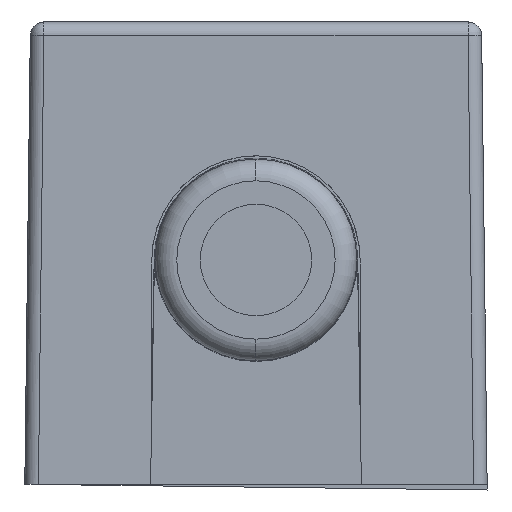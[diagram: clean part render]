
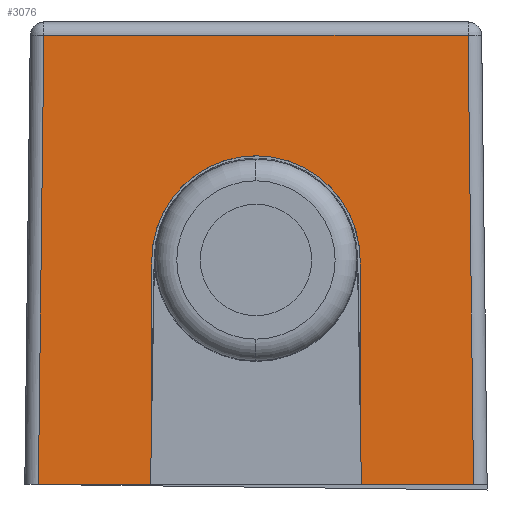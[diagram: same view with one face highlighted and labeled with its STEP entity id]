
A CAD part, front view. The second image highlights one B-rep face of the part: STEP entity #3076.
In plain terms, the highlighted planar face has unit normal (0, -1, 0.012).
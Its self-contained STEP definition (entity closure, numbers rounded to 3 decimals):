
#305=CARTESIAN_POINT('',(-18.2,23.4,-17.));
#307=DIRECTION('',(1.,0.,0.));
#308=VECTOR('',#307,4.123);
#309=CARTESIAN_POINT('',(-18.2,23.4,-17.));
#310=LINE('',#309,#308);
#315=DIRECTION('',(1.,0.,0.));
#316=VECTOR('',#315,4.123);
#317=CARTESIAN_POINT('',(-6.323,23.4,-17.));
#318=LINE('',#317,#316);
#617=DIRECTION('',(-0.017,0.012,1.));
#618=VECTOR('',#617,2.7);
#619=CARTESIAN_POINT('',(-6.323,23.4,-17.));
#620=LINE('',#619,#618);
#621=DIRECTION('',(0.017,0.012,1.));
#622=VECTOR('',#621,2.7);
#623=CARTESIAN_POINT('',(-14.077,23.4,-17.));
#624=LINE('',#623,#622);
#625=DIRECTION('',(0.012,0.012,1.));
#626=VECTOR('',#625,16.509);
#627=CARTESIAN_POINT('',(-18.2,23.4,-17.));
#628=LINE('',#627,#626);
#629=DIRECTION('',(0.012,-0.012,-1.));
#630=VECTOR('',#629,16.509);
#631=CARTESIAN_POINT('',(-2.402,23.602,
-0.494));
#632=LINE('',#631,#630);
#641=DIRECTION('',(0.,-0.012,-1.));
#642=VECTOR('',#641,5.551);
#643=CARTESIAN_POINT('',(-6.37,23.501,-8.75));
#644=LINE('',#643,#642);
#669=CARTESIAN_POINT('',(-14.03,23.501,-8.75));
#670=CARTESIAN_POINT('',(-14.03,23.504,-8.525));
#671=CARTESIAN_POINT('',(-13.991,23.509,-8.083));
#672=CARTESIAN_POINT('',(-13.817,23.517,-7.433));
#673=CARTESIAN_POINT('',(-13.534,23.524,-6.825));
#674=CARTESIAN_POINT('',(-13.149,23.531,-6.276));
#675=CARTESIAN_POINT('',(-12.674,23.537,-5.801));
#676=CARTESIAN_POINT('',(-12.125,23.542,-5.416));
#677=CARTESIAN_POINT('',(-11.517,23.545,-5.133));
#678=CARTESIAN_POINT('',(-10.867,23.547,-4.959));
#679=CARTESIAN_POINT('',(-10.425,23.548,-4.92));
#680=CARTESIAN_POINT('',(-10.2,23.548,-4.92));
#682=CARTESIAN_POINT('',(-10.2,23.548,-4.92));
#683=CARTESIAN_POINT('',(-9.975,23.548,-4.92));
#684=CARTESIAN_POINT('',(-9.533,23.547,-4.959));
#685=CARTESIAN_POINT('',(-8.883,23.545,-5.133));
#686=CARTESIAN_POINT('',(-8.275,23.542,-5.416));
#687=CARTESIAN_POINT('',(-7.726,23.537,-5.801));
#688=CARTESIAN_POINT('',(-7.251,23.531,-6.276));
#689=CARTESIAN_POINT('',(-6.866,23.524,-6.825));
#690=CARTESIAN_POINT('',(-6.583,23.517,-7.433));
#691=CARTESIAN_POINT('',(-6.409,23.509,-8.083));
#692=CARTESIAN_POINT('',(-6.37,23.504,-8.525));
#693=CARTESIAN_POINT('',(-6.37,23.501,-8.75));
#707=DIRECTION('',(0.,0.012,1.));
#708=VECTOR('',#707,5.551);
#709=CARTESIAN_POINT('',(-14.03,23.433,-14.3));
#710=LINE('',#709,#708);
#848=DIRECTION('',(-1.,0.,0.));
#849=VECTOR('',#848,15.597);
#850=CARTESIAN_POINT('',(-2.402,23.602,
-0.494));
#851=LINE('',#850,#849);
#1874=VERTEX_POINT('',#305);
#1967=CARTESIAN_POINT('',(-17.998,23.602,
-0.494));
#1968=VERTEX_POINT('',#1967);
#1969=CARTESIAN_POINT('',(-2.402,23.602,
-0.494));
#1970=VERTEX_POINT('',#1969);
#1971=CARTESIAN_POINT('',(-2.2,23.4,-17.));
#1972=VERTEX_POINT('',#1971);
#1973=VERTEX_POINT('',#682);
#1974=VERTEX_POINT('',#693);
#1975=VERTEX_POINT('',#669);
#2187=CARTESIAN_POINT('',(-6.323,23.4,-17.));
#2188=CARTESIAN_POINT('',(-6.37,23.433,
-14.3));
#2189=VERTEX_POINT('',#2187);
#2190=VERTEX_POINT('',#2188);
#2191=CARTESIAN_POINT('',(-14.077,23.4,-17.));
#2192=CARTESIAN_POINT('',(-14.03,23.433,
-14.3));
#2193=VERTEX_POINT('',#2191);
#2194=VERTEX_POINT('',#2192);
#3050=CARTESIAN_POINT('',(-10.2,23.4,-17.));
#3051=DIRECTION('',(0.,1.,-0.012));
#3052=DIRECTION('',(0.,0.012,1.));
#3053=AXIS2_PLACEMENT_3D('',#3050,#3051,#3052);
#3054=PLANE('',#3053);
#3056=ORIENTED_EDGE('',*,*,#3055,.T.);
#3058=ORIENTED_EDGE('',*,*,#3057,.F.);
#3060=ORIENTED_EDGE('',*,*,#3059,.F.);
#3062=ORIENTED_EDGE('',*,*,#3061,.F.);
#3064=ORIENTED_EDGE('',*,*,#3063,.F.);
#3066=ORIENTED_EDGE('',*,*,#3065,.F.);
#3067=ORIENTED_EDGE('',*,*,#2613,.F.);
#3069=ORIENTED_EDGE('',*,*,#3068,.T.);
#3071=ORIENTED_EDGE('',*,*,#3070,.F.);
#3072=ORIENTED_EDGE('',*,*,#3043,.T.);
#3073=ORIENTED_EDGE('',*,*,#2617,.F.);
#3074=EDGE_LOOP('',(#3056,#3058,#3060,#3062,#3064,#3066,#3067,#3069,#3071,#3072,
#3073));
#3075=FACE_OUTER_BOUND('',#3074,.F.);
#3076=ADVANCED_FACE('',(#3075),#3054,.F.);
#681=B_SPLINE_CURVE_WITH_KNOTS('',3,(#669,#670,#671,#672,#673,#674,#675,#676,
#677,#678,#679,#680),.UNSPECIFIED.,.F.,.F.,(4,1,1,1,1,1,1,1,1,4),(0.,
0.111,0.222,0.333,0.444,
0.556,0.667,0.778,0.889,1.),
.UNSPECIFIED.);
#694=B_SPLINE_CURVE_WITH_KNOTS('',3,(#682,#683,#684,#685,#686,#687,#688,#689,
#690,#691,#692,#693),.UNSPECIFIED.,.F.,.F.,(4,1,1,1,1,1,1,1,1,4),(0.,
0.111,0.222,0.333,0.444,
0.556,0.667,0.778,0.889,1.),
.UNSPECIFIED.);
#2613=EDGE_CURVE('',#1874,#2193,#310,.T.);
#2617=EDGE_CURVE('',#2189,#1972,#318,.T.);
#3043=EDGE_CURVE('',#1970,#1972,#632,.T.);
#3055=EDGE_CURVE('',#2189,#2190,#620,.T.);
#3057=EDGE_CURVE('',#1974,#2190,#644,.T.);
#3059=EDGE_CURVE('',#1973,#1974,#694,.T.);
#3061=EDGE_CURVE('',#1975,#1973,#681,.T.);
#3063=EDGE_CURVE('',#2194,#1975,#710,.T.);
#3065=EDGE_CURVE('',#2193,#2194,#624,.T.);
#3068=EDGE_CURVE('',#1874,#1968,#628,.T.);
#3070=EDGE_CURVE('',#1970,#1968,#851,.T.);
